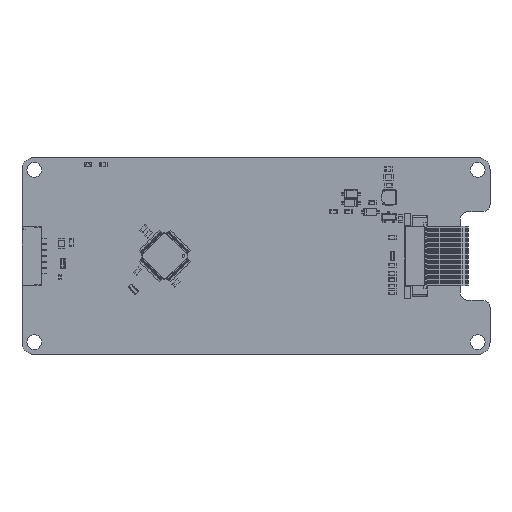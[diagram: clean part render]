
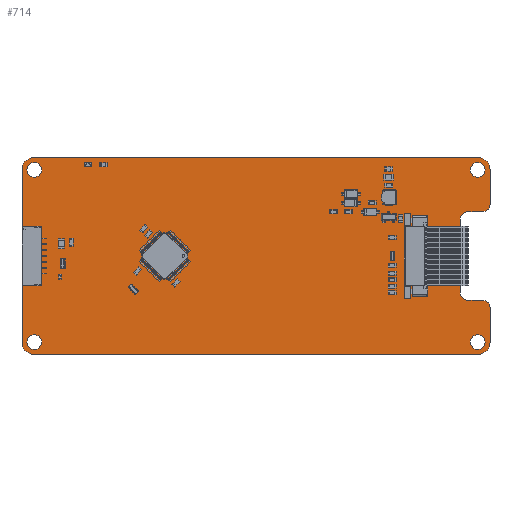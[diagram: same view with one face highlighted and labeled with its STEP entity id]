
A CAD part, top view. The second image highlights one B-rep face of the part: STEP entity #714.
In plain terms, the highlighted planar face has unit normal (0, 0, 1).
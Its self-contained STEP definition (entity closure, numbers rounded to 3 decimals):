
#75 = VERTEX_POINT('',#76);
#76 = CARTESIAN_POINT('',(196.5,-96.,0.));
#94 = VERTEX_POINT('',#95);
#95 = CARTESIAN_POINT('',(198.,-94.5,0.));
#101 = EDGE_CURVE('',#75,#94,#102,.T.);
#102 = CIRCLE('',#103,1.5);
#103 = AXIS2_PLACEMENT_3D('',#104,#105,#106);
#104 = CARTESIAN_POINT('',(196.5,-94.5,0.));
#105 = DIRECTION('',(0.,0.,1.));
#106 = DIRECTION('',(1.,0.,0.));
#126 = VERTEX_POINT('',#127);
#127 = CARTESIAN_POINT('',(193.5,-96.,0.));
#133 = EDGE_CURVE('',#75,#126,#134,.T.);
#134 = LINE('',#135,#136);
#135 = CARTESIAN_POINT('',(196.5,-96.,0.));
#136 = VECTOR('',#137,1.);
#137 = DIRECTION('',(-1.,0.,0.));
#157 = VERTEX_POINT('',#158);
#158 = CARTESIAN_POINT('',(198.,-87.5,0.));
#164 = EDGE_CURVE('',#94,#157,#165,.T.);
#165 = LINE('',#166,#167);
#166 = CARTESIAN_POINT('',(198.,-94.5,0.));
#167 = VECTOR('',#168,1.);
#168 = DIRECTION('',(0.,1.,0.));
#189 = VERTEX_POINT('',#190);
#190 = CARTESIAN_POINT('',(192.,-97.5,0.));
#196 = EDGE_CURVE('',#126,#189,#197,.T.);
#197 = CIRCLE('',#198,1.5);
#198 = AXIS2_PLACEMENT_3D('',#199,#200,#201);
#199 = CARTESIAN_POINT('',(193.5,-97.5,0.));
#200 = DIRECTION('',(0.,0.,1.));
#201 = DIRECTION('',(1.,0.,0.));
#222 = VERTEX_POINT('',#223);
#223 = CARTESIAN_POINT('',(195.5,-85.,0.));
#229 = EDGE_CURVE('',#157,#222,#230,.T.);
#230 = CIRCLE('',#231,2.5);
#231 = AXIS2_PLACEMENT_3D('',#232,#233,#234);
#232 = CARTESIAN_POINT('',(195.5,-87.5,0.));
#233 = DIRECTION('',(0.,0.,1.));
#234 = DIRECTION('',(1.,0.,0.));
#254 = VERTEX_POINT('',#255);
#255 = CARTESIAN_POINT('',(192.,-112.5,0.));
#261 = EDGE_CURVE('',#189,#254,#262,.T.);
#262 = LINE('',#263,#264);
#263 = CARTESIAN_POINT('',(192.,-97.5,0.));
#264 = VECTOR('',#265,1.);
#265 = DIRECTION('',(0.,-1.,0.));
#285 = VERTEX_POINT('',#286);
#286 = CARTESIAN_POINT('',(105.5,-85.,0.));
#292 = EDGE_CURVE('',#222,#285,#293,.T.);
#293 = LINE('',#294,#295);
#294 = CARTESIAN_POINT('',(195.5,-85.,0.));
#295 = VECTOR('',#296,1.);
#296 = DIRECTION('',(-1.,0.,0.));
#317 = VERTEX_POINT('',#318);
#318 = CARTESIAN_POINT('',(193.5,-114.,0.));
#324 = EDGE_CURVE('',#254,#317,#325,.T.);
#325 = CIRCLE('',#326,1.5);
#326 = AXIS2_PLACEMENT_3D('',#327,#328,#329);
#327 = CARTESIAN_POINT('',(193.5,-112.5,0.));
#328 = DIRECTION('',(0.,0.,1.));
#329 = DIRECTION('',(1.,0.,0.));
#350 = VERTEX_POINT('',#351);
#351 = CARTESIAN_POINT('',(103.,-87.5,0.));
#357 = EDGE_CURVE('',#285,#350,#358,.T.);
#358 = CIRCLE('',#359,2.5);
#359 = AXIS2_PLACEMENT_3D('',#360,#361,#362);
#360 = CARTESIAN_POINT('',(105.5,-87.5,0.));
#361 = DIRECTION('',(0.,0.,1.));
#362 = DIRECTION('',(1.,0.,0.));
#373 = VERTEX_POINT('',#374);
#374 = CARTESIAN_POINT('',(196.5,-114.,0.));
#389 = EDGE_CURVE('',#373,#317,#390,.T.);
#390 = LINE('',#391,#392);
#391 = CARTESIAN_POINT('',(196.5,-114.,0.));
#392 = VECTOR('',#393,1.);
#393 = DIRECTION('',(-1.,0.,0.));
#404 = VERTEX_POINT('',#405);
#405 = CARTESIAN_POINT('',(103.,-122.5,0.));
#420 = EDGE_CURVE('',#404,#350,#421,.T.);
#421 = LINE('',#422,#423);
#422 = CARTESIAN_POINT('',(103.,-122.5,0.));
#423 = VECTOR('',#424,1.);
#424 = DIRECTION('',(0.,1.,0.));
#435 = VERTEX_POINT('',#436);
#436 = CARTESIAN_POINT('',(198.,-115.5,0.));
#452 = EDGE_CURVE('',#435,#373,#453,.T.);
#453 = CIRCLE('',#454,1.5);
#454 = AXIS2_PLACEMENT_3D('',#455,#456,#457);
#455 = CARTESIAN_POINT('',(196.5,-115.5,0.));
#456 = DIRECTION('',(0.,0.,1.));
#457 = DIRECTION('',(1.,0.,0.));
#478 = VERTEX_POINT('',#479);
#479 = CARTESIAN_POINT('',(105.5,-125.,0.));
#485 = EDGE_CURVE('',#404,#478,#486,.T.);
#486 = CIRCLE('',#487,2.5);
#487 = AXIS2_PLACEMENT_3D('',#488,#489,#490);
#488 = CARTESIAN_POINT('',(105.5,-122.5,0.));
#489 = DIRECTION('',(0.,0.,1.));
#490 = DIRECTION('',(1.,0.,0.));
#501 = VERTEX_POINT('',#502);
#502 = CARTESIAN_POINT('',(198.,-122.5,0.));
#517 = EDGE_CURVE('',#501,#435,#518,.T.);
#518 = LINE('',#519,#520);
#519 = CARTESIAN_POINT('',(198.,-122.5,0.));
#520 = VECTOR('',#521,1.);
#521 = DIRECTION('',(0.,1.,0.));
#541 = VERTEX_POINT('',#542);
#542 = CARTESIAN_POINT('',(195.5,-125.,0.));
#548 = EDGE_CURVE('',#478,#541,#549,.T.);
#549 = LINE('',#550,#551);
#550 = CARTESIAN_POINT('',(105.5,-125.,0.));
#551 = VECTOR('',#552,1.);
#552 = DIRECTION('',(1.,0.,0.));
#571 = EDGE_CURVE('',#541,#501,#572,.T.);
#572 = CIRCLE('',#573,2.5);
#573 = AXIS2_PLACEMENT_3D('',#574,#575,#576);
#574 = CARTESIAN_POINT('',(195.5,-122.5,0.));
#575 = DIRECTION('',(0.,0.,1.));
#576 = DIRECTION('',(1.,0.,0.));
#587 = VERTEX_POINT('',#588);
#588 = CARTESIAN_POINT('',(197.,-122.5,0.));
#604 = EDGE_CURVE('',#587,#587,#605,.T.);
#605 = CIRCLE('',#606,1.5);
#606 = AXIS2_PLACEMENT_3D('',#607,#608,#609);
#607 = CARTESIAN_POINT('',(195.5,-122.5,0.));
#608 = DIRECTION('',(0.,0.,1.));
#609 = DIRECTION('',(1.,0.,-0.));
#620 = VERTEX_POINT('',#621);
#621 = CARTESIAN_POINT('',(197.,-87.5,0.));
#637 = EDGE_CURVE('',#620,#620,#638,.T.);
#638 = CIRCLE('',#639,1.5);
#639 = AXIS2_PLACEMENT_3D('',#640,#641,#642);
#640 = CARTESIAN_POINT('',(195.5,-87.5,0.));
#641 = DIRECTION('',(0.,0.,1.));
#642 = DIRECTION('',(1.,0.,-0.));
#653 = VERTEX_POINT('',#654);
#654 = CARTESIAN_POINT('',(107.,-87.5,0.));
#670 = EDGE_CURVE('',#653,#653,#671,.T.);
#671 = CIRCLE('',#672,1.5);
#672 = AXIS2_PLACEMENT_3D('',#673,#674,#675);
#673 = CARTESIAN_POINT('',(105.5,-87.5,0.));
#674 = DIRECTION('',(0.,0.,1.));
#675 = DIRECTION('',(1.,0.,-0.));
#686 = VERTEX_POINT('',#687);
#687 = CARTESIAN_POINT('',(107.,-122.5,0.));
#703 = EDGE_CURVE('',#686,#686,#704,.T.);
#704 = CIRCLE('',#705,1.5);
#705 = AXIS2_PLACEMENT_3D('',#706,#707,#708);
#706 = CARTESIAN_POINT('',(105.5,-122.5,0.));
#707 = DIRECTION('',(0.,0.,1.));
#708 = DIRECTION('',(1.,0.,-0.));
#714 = ADVANCED_FACE('',(#715,#733,#736,#739,#742),#745,.T.);
#715 = FACE_BOUND('',#716,.T.);
#716 = EDGE_LOOP('',(#717,#718,#719,#720,#721,#722,#723,#724,#725,#726,
    #727,#728,#729,#730,#731,#732));
#717 = ORIENTED_EDGE('',*,*,#101,.T.);
#718 = ORIENTED_EDGE('',*,*,#164,.T.);
#719 = ORIENTED_EDGE('',*,*,#229,.T.);
#720 = ORIENTED_EDGE('',*,*,#292,.T.);
#721 = ORIENTED_EDGE('',*,*,#357,.T.);
#722 = ORIENTED_EDGE('',*,*,#420,.F.);
#723 = ORIENTED_EDGE('',*,*,#485,.T.);
#724 = ORIENTED_EDGE('',*,*,#548,.T.);
#725 = ORIENTED_EDGE('',*,*,#571,.T.);
#726 = ORIENTED_EDGE('',*,*,#517,.T.);
#727 = ORIENTED_EDGE('',*,*,#452,.T.);
#728 = ORIENTED_EDGE('',*,*,#389,.T.);
#729 = ORIENTED_EDGE('',*,*,#324,.F.);
#730 = ORIENTED_EDGE('',*,*,#261,.F.);
#731 = ORIENTED_EDGE('',*,*,#196,.F.);
#732 = ORIENTED_EDGE('',*,*,#133,.F.);
#733 = FACE_BOUND('',#734,.T.);
#734 = EDGE_LOOP('',(#735));
#735 = ORIENTED_EDGE('',*,*,#604,.F.);
#736 = FACE_BOUND('',#737,.T.);
#737 = EDGE_LOOP('',(#738));
#738 = ORIENTED_EDGE('',*,*,#637,.F.);
#739 = FACE_BOUND('',#740,.T.);
#740 = EDGE_LOOP('',(#741));
#741 = ORIENTED_EDGE('',*,*,#670,.F.);
#742 = FACE_BOUND('',#743,.T.);
#743 = EDGE_LOOP('',(#744));
#744 = ORIENTED_EDGE('',*,*,#703,.F.);
#745 = PLANE('',#746);
#746 = AXIS2_PLACEMENT_3D('',#747,#748,#749);
#747 = CARTESIAN_POINT('',(151.616,-105.,0.));
#748 = DIRECTION('',(0.,0.,1.));
#749 = DIRECTION('',(1.,0.,0.));
